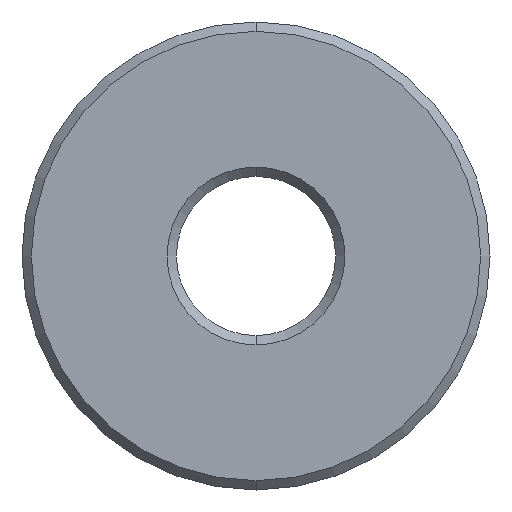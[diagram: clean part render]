
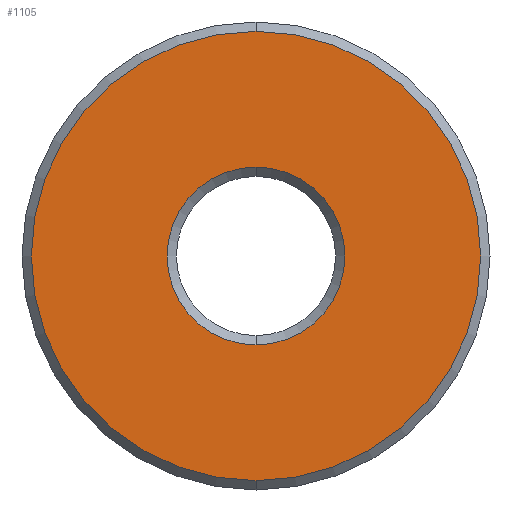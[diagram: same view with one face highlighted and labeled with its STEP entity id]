
A CAD part, front view. The second image highlights one B-rep face of the part: STEP entity #1105.
In plain terms, the highlighted planar face has unit normal (0, -1, 0).
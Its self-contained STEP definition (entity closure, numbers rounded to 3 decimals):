
#3 = FACE_OUTER_BOUND ( 'NONE', #68, .T. ) ;
#24 = DIRECTION ( 'NONE',  ( 0., -1., 0. ) ) ;
#27 = CARTESIAN_POINT ( 'NONE',  ( 0., 2.495, -12. ) ) ;
#29 = DIRECTION ( 'NONE',  ( 0., -1., 0. ) ) ;
#39 = ORIENTED_EDGE ( 'NONE', *, *, #631, .T. ) ;
#56 = EDGE_CURVE ( 'NONE', #924, #1008, #294, .T. ) ;
#68 = EDGE_LOOP ( 'NONE', ( #207, #39 ) ) ;
#80 = CIRCLE ( 'NONE', #526, 12. ) ;
#86 = AXIS2_PLACEMENT_3D ( 'NONE', #426, #29, #749 ) ;
#138 = EDGE_CURVE ( 'NONE', #270, #553, #1248, .T. ) ;
#173 = CIRCLE ( 'NONE', #535, 4.75 ) ;
#189 = CARTESIAN_POINT ( 'NONE',  ( 0., 2.495, 12. ) ) ;
#195 = EDGE_LOOP ( 'NONE', ( #956, #1039 ) ) ;
#207 = ORIENTED_EDGE ( 'NONE', *, *, #138, .T. ) ;
#238 = FACE_BOUND ( 'NONE', #195, .T. ) ;
#270 = VERTEX_POINT ( 'NONE', #189 ) ;
#285 = CARTESIAN_POINT ( 'NONE',  ( 4.75, 2.495, 0. ) ) ;
#294 = CIRCLE ( 'NONE', #803, 4.75 ) ;
#312 = DIRECTION ( 'NONE',  ( 0., 0., -1. ) ) ;
#391 = EDGE_CURVE ( 'NONE', #1008, #924, #173, .T. ) ;
#426 = CARTESIAN_POINT ( 'NONE',  ( 0., 2.495, 0. ) ) ;
#473 = CARTESIAN_POINT ( 'NONE',  ( 0., 2.495, 0. ) ) ;
#526 = AXIS2_PLACEMENT_3D ( 'NONE', #473, #1329, #1335 ) ;
#535 = AXIS2_PLACEMENT_3D ( 'NONE', #639, #24, #312 ) ;
#553 = VERTEX_POINT ( 'NONE', #27 ) ;
#597 = DIRECTION ( 'NONE',  ( 0., 0., -1. ) ) ;
#604 = DIRECTION ( 'NONE',  ( 0., -1., 0. ) ) ;
#631 = EDGE_CURVE ( 'NONE', #553, #270, #80, .T. ) ;
#639 = CARTESIAN_POINT ( 'NONE',  ( 0., 2.495, 0. ) ) ;
#655 = DIRECTION ( 'NONE',  ( 0., 0., -1. ) ) ;
#658 = DIRECTION ( 'NONE',  ( 0., -1., 0. ) ) ;
#749 = DIRECTION ( 'NONE',  ( 0., 0., -1. ) ) ;
#803 = AXIS2_PLACEMENT_3D ( 'NONE', #1287, #658, #655 ) ;
#924 = VERTEX_POINT ( 'NONE', #1186 ) ;
#956 = ORIENTED_EDGE ( 'NONE', *, *, #56, .F. ) ;
#1008 = VERTEX_POINT ( 'NONE', #1011 ) ;
#1011 = CARTESIAN_POINT ( 'NONE',  ( 0., 2.495, 4.75 ) ) ;
#1039 = ORIENTED_EDGE ( 'NONE', *, *, #391, .F. ) ;
#1105 = ADVANCED_FACE ( 'NONE', ( #3, #238 ), #1241, .T. ) ;
#1186 = CARTESIAN_POINT ( 'NONE',  ( 0., 2.495, -4.75 ) ) ;
#1241 = PLANE ( 'NONE',  #1326 ) ;
#1248 = CIRCLE ( 'NONE', #86, 12. ) ;
#1287 = CARTESIAN_POINT ( 'NONE',  ( 0., 2.495, 0. ) ) ;
#1326 = AXIS2_PLACEMENT_3D ( 'NONE', #285, #604, #597 ) ;
#1329 = DIRECTION ( 'NONE',  ( 0., -1., 0. ) ) ;
#1335 = DIRECTION ( 'NONE',  ( 0., 0., -1. ) ) ;
